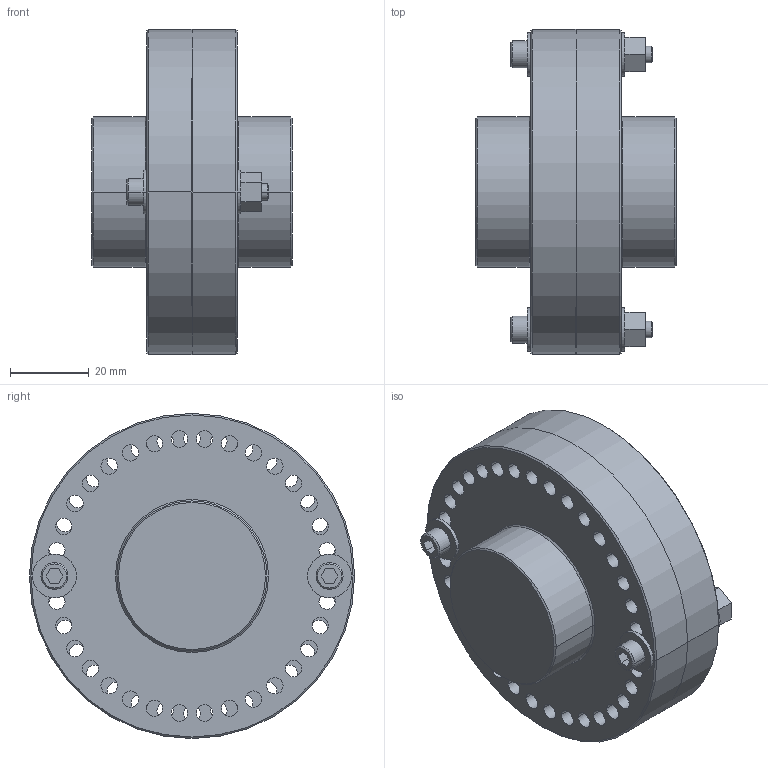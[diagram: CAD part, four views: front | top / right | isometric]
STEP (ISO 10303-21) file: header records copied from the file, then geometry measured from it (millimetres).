
FILE_DESCRIPTION (( 'STEP AP203' ), '1' );
FILE_NAME ('TH-3.step', '2011-08-15T12:18:35', ( '' ), ( '' ), 'SwSTEP 2.0', 'SolidWorks 2010', '' );
FILE_SCHEMA (( 'CONFIG_CONTROL_DESIGN' ));
Length unit declared in the file: inch
Products named in the file (1): TH-3
Bounding box: 50.8 x 82.55 x 82.55 mm (x, y, z)
Volume: 146404.9 mm3; surface area: 41328.3 mm2
Topology: 10 solids, 10 shells, 238 faces, 624 edges, 412 vertices
Faces by surface type: cylinder 168, plane 50, cone 20
Entity records: 7865 total; most frequent: DIRECTION 1466, CARTESIAN_POINT 1275, ORIENTED_EDGE 1248, EDGE_CURVE 624, AXIS2_PLACEMENT_3D 603, VERTEX_POINT 412, EDGE_LOOP 388, CIRCLE 364
